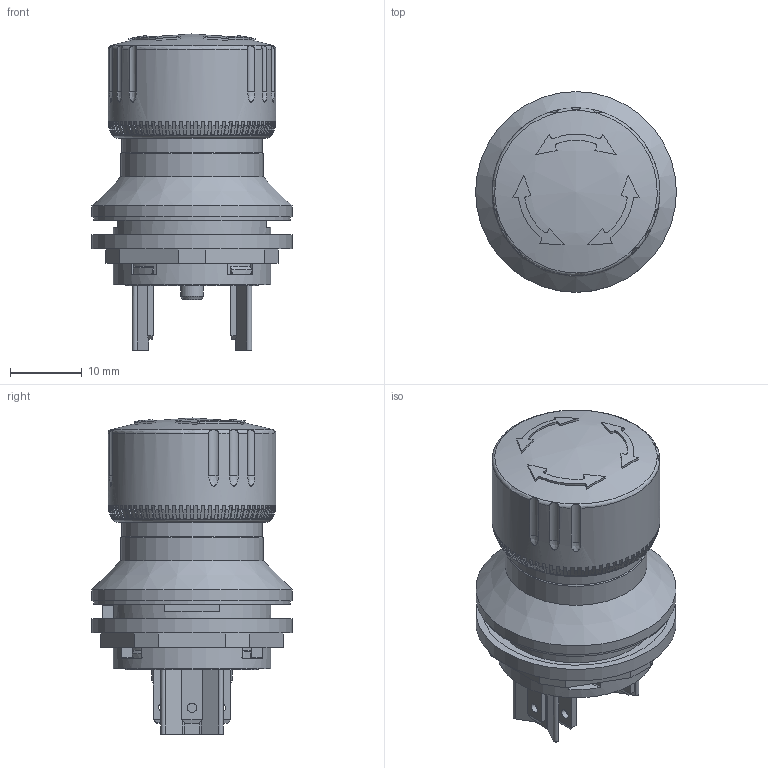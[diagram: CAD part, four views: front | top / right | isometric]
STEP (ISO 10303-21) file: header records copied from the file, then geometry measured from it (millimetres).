
FILE_DESCRIPTION(/* description */ (''),/* implementation_level */ '2;1');
FILE_NAME(/* name */ 'FRVKDOO_ipt.stp',/* time_stamp */ '2017-04-03T10:30:12+02:00',/* author */ ('ahoffmann'),/* organization */ (''),/* preprocessor_version */ 'ST-DEVELOPER v16.1',/* originating_system */ 'Autodesk Inventor 2016',/* authorisation */ '');
FILE_SCHEMA (('AUTOMOTIVE_DESIGN { 1 0 10303 214 3 1 1 }'));
Length unit declared in the file: centimetre
Products named in the file (1): FRVKDOO_vereinfacht
Bounding box: 28 x 28 x 44.1 mm (x, y, z)
Volume: 14713.6 mm3; surface area: 5358.4 mm2
Topology: 1 solids, 4 shells, 1214 faces, 3433 edges, 2266 vertices
Faces by surface type: plane 899, cylinder 121, cone 85, torus 76, bspline 29, sphere 4
Full cylindrical faces by diameter (mm): 1 x3, 1.3 x6, 2 x3, 3.2 x3, 18.5 x1, 19.65 x1, 19.85 x1, 22 x2, 23.4 x1, 26 x1, 27.4 x1, 28 x2
Entity records: 41460 total; most frequent: CARTESIAN_POINT 11123, ORIENTED_EDGE 6774, DIRECTION 5778, EDGE_CURVE 3385, VERTEX_POINT 2254, LINE 2186, VECTOR 2186, AXIS2_PLACEMENT_3D 1796
